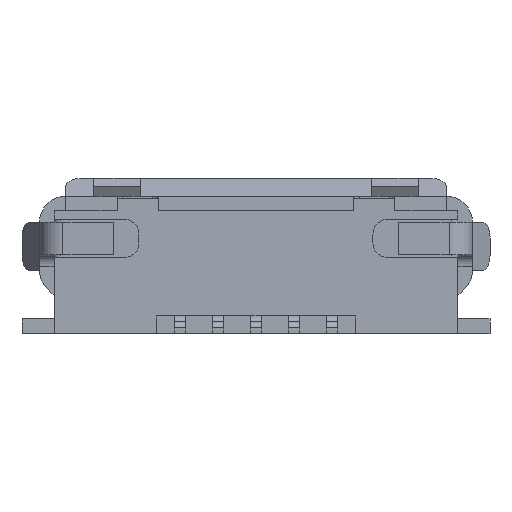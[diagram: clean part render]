
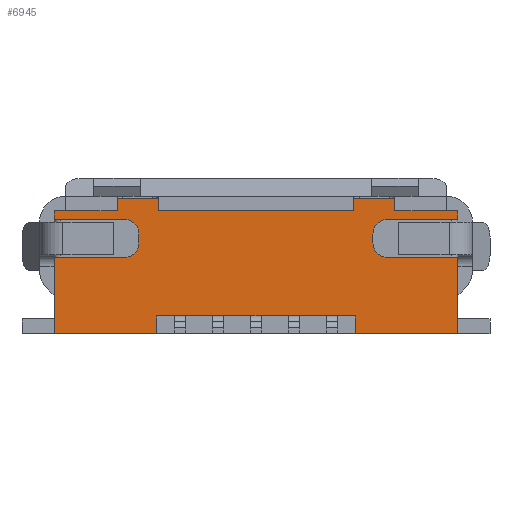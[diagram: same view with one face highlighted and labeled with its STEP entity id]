
A CAD part, front view. The second image highlights one B-rep face of the part: STEP entity #6945.
In plain terms, the highlighted planar face has unit normal (0, -1, 0).
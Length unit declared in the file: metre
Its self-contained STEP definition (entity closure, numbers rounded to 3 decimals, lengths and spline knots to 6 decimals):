
#231=PLANE('',#9601);
#305=LINE('',#11649,#1042);
#309=LINE('',#11657,#1046);
#838=LINE('',#13065,#1575);
#841=LINE('',#13073,#1578);
#843=LINE('',#13077,#1580);
#845=LINE('',#13081,#1582);
#846=LINE('',#13083,#1583);
#849=LINE('',#13089,#1586);
#851=LINE('',#13093,#1588);
#852=LINE('',#13095,#1589);
#854=LINE('',#13099,#1591);
#857=LINE('',#13105,#1594);
#859=LINE('',#13109,#1596);
#860=LINE('',#13111,#1597);
#862=LINE('',#13115,#1599);
#863=LINE('',#13117,#1600);
#865=LINE('',#13121,#1602);
#867=LINE('',#13125,#1604);
#870=LINE('',#13133,#1607);
#873=LINE('',#13141,#1610);
#876=LINE('',#13151,#1613);
#918=LINE('',#13290,#1655);
#919=LINE('',#13292,#1656);
#920=LINE('',#13295,#1657);
#921=LINE('',#13296,#1658);
#922=LINE('',#13297,#1659);
#1042=VECTOR('',#9750,1.);
#1046=VECTOR('',#9754,1.);
#1575=VECTOR('',#11079,1.);
#1578=VECTOR('',#11088,1.);
#1580=VECTOR('',#11092,1.);
#1582=VECTOR('',#11096,1.);
#1583=VECTOR('',#11099,1.);
#1586=VECTOR('',#11104,1.);
#1588=VECTOR('',#11108,1.);
#1589=VECTOR('',#11111,1.);
#1591=VECTOR('',#11115,1.);
#1594=VECTOR('',#11120,1.);
#1596=VECTOR('',#11124,1.);
#1597=VECTOR('',#11127,1.);
#1599=VECTOR('',#11131,1.);
#1600=VECTOR('',#11134,1.);
#1602=VECTOR('',#11138,1.);
#1604=VECTOR('',#11142,1.);
#1607=VECTOR('',#11151,1.);
#1610=VECTOR('',#11160,1.);
#1613=VECTOR('',#11171,1.);
#1655=VECTOR('',#11305,1.);
#1656=VECTOR('',#11308,1.);
#1657=VECTOR('',#11309,1.);
#1658=VECTOR('',#11310,1.);
#1659=VECTOR('',#11311,1.);
#3303=ORIENTED_EDGE('',*,*,#4526,.F.);
#3304=ORIENTED_EDGE('',*,*,#4527,.T.);
#3305=ORIENTED_EDGE('',*,*,#3716,.T.);
#3306=ORIENTED_EDGE('',*,*,#4528,.F.);
#3307=ORIENTED_EDGE('',*,*,#4454,.F.);
#3308=ORIENTED_EDGE('',*,*,#4452,.F.);
#3309=ORIENTED_EDGE('',*,*,#4450,.F.);
#3310=ORIENTED_EDGE('',*,*,#4448,.F.);
#3311=ORIENTED_EDGE('',*,*,#4446,.F.);
#3312=ORIENTED_EDGE('',*,*,#4444,.F.);
#3313=ORIENTED_EDGE('',*,*,#4442,.F.);
#3314=ORIENTED_EDGE('',*,*,#4441,.F.);
#3315=ORIENTED_EDGE('',*,*,#4439,.F.);
#3316=ORIENTED_EDGE('',*,*,#4438,.F.);
#3317=ORIENTED_EDGE('',*,*,#4436,.T.);
#3318=ORIENTED_EDGE('',*,*,#4433,.F.);
#3319=ORIENTED_EDGE('',*,*,#4431,.F.);
#3320=ORIENTED_EDGE('',*,*,#4430,.F.);
#3321=ORIENTED_EDGE('',*,*,#4428,.T.);
#3322=ORIENTED_EDGE('',*,*,#4425,.F.);
#3323=ORIENTED_EDGE('',*,*,#4424,.F.);
#3324=ORIENTED_EDGE('',*,*,#4422,.T.);
#3325=ORIENTED_EDGE('',*,*,#4420,.F.);
#3326=ORIENTED_EDGE('',*,*,#4418,.F.);
#3327=ORIENTED_EDGE('',*,*,#4416,.F.);
#3328=ORIENTED_EDGE('',*,*,#4413,.F.);
#3329=ORIENTED_EDGE('',*,*,#4459,.F.);
#3330=ORIENTED_EDGE('',*,*,#4525,.T.);
#3331=ORIENTED_EDGE('',*,*,#3720,.T.);
#3332=ORIENTED_EDGE('',*,*,#4529,.F.);
#3716=EDGE_CURVE('',#4675,#4674,#305,.T.);
#3720=EDGE_CURVE('',#4679,#4678,#309,.T.);
#4413=EDGE_CURVE('',#5134,#5135,#5398,.T.);
#4416=EDGE_CURVE('',#5135,#5136,#838,.T.);
#4418=EDGE_CURVE('',#5136,#5137,#5399,.T.);
#4420=EDGE_CURVE('',#5137,#5138,#841,.T.);
#4422=EDGE_CURVE('',#5139,#5138,#843,.T.);
#4424=EDGE_CURVE('',#5139,#5029,#845,.T.);
#4425=EDGE_CURVE('',#5029,#5140,#846,.T.);
#4428=EDGE_CURVE('',#5141,#5140,#849,.T.);
#4430=EDGE_CURVE('',#5141,#5142,#851,.T.);
#4431=EDGE_CURVE('',#5142,#5143,#852,.T.);
#4433=EDGE_CURVE('',#5143,#5144,#854,.T.);
#4436=EDGE_CURVE('',#5145,#5144,#857,.T.);
#4438=EDGE_CURVE('',#5145,#5146,#859,.T.);
#4439=EDGE_CURVE('',#5146,#5147,#860,.T.);
#4441=EDGE_CURVE('',#5147,#5057,#862,.T.);
#4442=EDGE_CURVE('',#5057,#5148,#863,.T.);
#4444=EDGE_CURVE('',#5148,#5149,#865,.T.);
#4446=EDGE_CURVE('',#5149,#5150,#867,.T.);
#4448=EDGE_CURVE('',#5150,#5151,#5400,.T.);
#4450=EDGE_CURVE('',#5151,#5152,#870,.T.);
#4452=EDGE_CURVE('',#5152,#5153,#5401,.T.);
#4454=EDGE_CURVE('',#5153,#5154,#873,.T.);
#4459=EDGE_CURVE('',#5157,#5134,#876,.T.);
#4525=EDGE_CURVE('',#5157,#4679,#918,.T.);
#4526=EDGE_CURVE('',#5204,#5205,#919,.T.);
#4527=EDGE_CURVE('',#5204,#4675,#920,.T.);
#4528=EDGE_CURVE('',#5154,#4674,#921,.T.);
#4529=EDGE_CURVE('',#5205,#4678,#922,.T.);
#4674=VERTEX_POINT('',#11648);
#4675=VERTEX_POINT('',#11650);
#4678=VERTEX_POINT('',#11656);
#4679=VERTEX_POINT('',#11658);
#5029=VERTEX_POINT('',#12729);
#5057=VERTEX_POINT('',#12807);
#5134=VERTEX_POINT('',#13060);
#5135=VERTEX_POINT('',#13061);
#5136=VERTEX_POINT('',#13066);
#5137=VERTEX_POINT('',#13070);
#5138=VERTEX_POINT('',#13074);
#5139=VERTEX_POINT('',#13078);
#5140=VERTEX_POINT('',#13084);
#5141=VERTEX_POINT('',#13088);
#5142=VERTEX_POINT('',#13092);
#5143=VERTEX_POINT('',#13096);
#5144=VERTEX_POINT('',#13100);
#5145=VERTEX_POINT('',#13104);
#5146=VERTEX_POINT('',#13108);
#5147=VERTEX_POINT('',#13112);
#5148=VERTEX_POINT('',#13118);
#5149=VERTEX_POINT('',#13122);
#5150=VERTEX_POINT('',#13126);
#5151=VERTEX_POINT('',#13130);
#5152=VERTEX_POINT('',#13134);
#5153=VERTEX_POINT('',#13138);
#5154=VERTEX_POINT('',#13142);
#5157=VERTEX_POINT('',#13152);
#5204=VERTEX_POINT('',#13293);
#5205=VERTEX_POINT('',#13294);
#5398=CIRCLE('',#9526,0.00025);
#5399=CIRCLE('',#9529,0.00025);
#5400=CIRCLE('',#9546,0.00025);
#5401=CIRCLE('',#9549,0.00025);
#5745=EDGE_LOOP('',(#3303,#3304,#3305,#3306,#3307,#3308,#3309,#3310,#3311,
#3312,#3313,#3314,#3315,#3316,#3317,#3318,#3319,#3320,#3321,#3322,#3323,
#3324,#3325,#3326,#3327,#3328,#3329,#3330,#3331,#3332));
#6111=FACE_BOUND('',#5745,.T.);
#6945=ADVANCED_FACE('',(#6111),#231,.F.);
#9526=AXIS2_PLACEMENT_3D('',#13059,#11073,#11074);
#9529=AXIS2_PLACEMENT_3D('',#13069,#11083,#11084);
#9546=AXIS2_PLACEMENT_3D('',#13129,#11146,#11147);
#9549=AXIS2_PLACEMENT_3D('',#13137,#11155,#11156);
#9601=AXIS2_PLACEMENT_3D('',#13291,#11306,#11307);
#9750=DIRECTION('',(1.,0.,0.));
#9754=DIRECTION('',(1.,0.,0.));
#11073=DIRECTION('',(0.,-1.,0.));
#11074=DIRECTION('',(1.,0.,0.));
#11079=DIRECTION('',(0.,0.,1.));
#11083=DIRECTION('',(0.,-1.,0.));
#11084=DIRECTION('',(-1.,0.,0.));
#11088=DIRECTION('',(-1.,0.,0.));
#11092=DIRECTION('',(0.,0.,-1.));
#11096=DIRECTION('',(1.,0.,0.));
#11099=DIRECTION('',(1.,0.,0.));
#11104=DIRECTION('',(0.,0.,-1.));
#11108=DIRECTION('',(1.,0.,0.));
#11111=DIRECTION('',(0.,0.,-1.));
#11115=DIRECTION('',(1.,0.,0.));
#11120=DIRECTION('',(0.,0.,-1.));
#11124=DIRECTION('',(1.,0.,0.));
#11127=DIRECTION('',(0.,0.,-1.));
#11131=DIRECTION('',(1.,0.,0.));
#11134=DIRECTION('',(1.,0.,0.));
#11138=DIRECTION('',(0.,0.,-1.));
#11142=DIRECTION('',(-1.,0.,0.));
#11146=DIRECTION('',(0.,-1.,0.));
#11147=DIRECTION('',(1.,0.,0.));
#11151=DIRECTION('',(0.,0.,-1.));
#11155=DIRECTION('',(0.,-1.,0.));
#11156=DIRECTION('',(1.,0.,0.));
#11160=DIRECTION('',(1.,0.,0.));
#11171=DIRECTION('',(1.,0.,0.));
#11305=DIRECTION('',(0.,0.,-1.));
#11306=DIRECTION('',(0.,1.,0.));
#11307=DIRECTION('',(-1.,0.,0.));
#11308=DIRECTION('',(-1.,0.,0.));
#11309=DIRECTION('',(0.,0.,-1.));
#11310=DIRECTION('',(0.,0.,-1.));
#11311=DIRECTION('',(0.,0.,-1.));
#11648=CARTESIAN_POINT('',(0.003445,-0.00386,0.));
#11649=CARTESIAN_POINT('',(0.003445,-0.00386,0.));
#11650=CARTESIAN_POINT('',(0.001695,-0.00386,0.));
#11656=CARTESIAN_POINT('',(-0.001705,-0.00386,0.));
#11657=CARTESIAN_POINT('',(0.003445,-0.00386,0.));
#11658=CARTESIAN_POINT('',(-0.003455,-0.00386,0.));
#12729=CARTESIAN_POINT('',(-0.003255,-0.00386,0.0021));
#12807=CARTESIAN_POINT('',(0.003245,-0.00386,0.0021));
#13059=CARTESIAN_POINT('',(-0.002255,-0.00386,0.00155));
#13060=CARTESIAN_POINT('',(-0.002255,-0.00386,0.0013));
#13061=CARTESIAN_POINT('',(-0.002005,-0.00386,0.00155));
#13065=CARTESIAN_POINT('',(-0.002005,-0.00386,0.0017));
#13066=CARTESIAN_POINT('',(-0.002005,-0.00386,0.0017));
#13069=CARTESIAN_POINT('',(-0.002255,-0.00386,0.0017));
#13070=CARTESIAN_POINT('',(-0.002255,-0.00386,0.00195));
#13073=CARTESIAN_POINT('',(-0.003455,-0.00386,0.00195));
#13074=CARTESIAN_POINT('',(-0.003455,-0.00386,0.00195));
#13077=CARTESIAN_POINT('',(-0.003455,-0.00386,0.0021));
#13078=CARTESIAN_POINT('',(-0.003455,-0.00386,0.0021));
#13081=CARTESIAN_POINT('',(-0.003255,-0.00386,0.0021));
#13083=CARTESIAN_POINT('',(0.003445,-0.00386,0.0021));
#13084=CARTESIAN_POINT('',(-0.00238,-0.00386,0.0021));
#13088=CARTESIAN_POINT('',(-0.00238,-0.00386,0.0023));
#13089=CARTESIAN_POINT('',(-0.00238,-0.00386,0.0023));
#13092=CARTESIAN_POINT('',(-0.00168,-0.00386,0.0023));
#13093=CARTESIAN_POINT('',(0.00227,-0.00386,0.0023));
#13095=CARTESIAN_POINT('',(-0.00168,-0.00386,0.0023));
#13096=CARTESIAN_POINT('',(-0.00168,-0.00386,0.0021));
#13099=CARTESIAN_POINT('',(0.003445,-0.00386,0.0021));
#13100=CARTESIAN_POINT('',(0.00167,-0.00386,0.0021));
#13104=CARTESIAN_POINT('',(0.00167,-0.00386,0.0023));
#13105=CARTESIAN_POINT('',(0.00167,-0.00386,0.0023));
#13108=CARTESIAN_POINT('',(0.00237,-0.00386,0.0023));
#13109=CARTESIAN_POINT('',(0.00237,-0.00386,0.0023));
#13111=CARTESIAN_POINT('',(0.00237,-0.00386,0.0023));
#13112=CARTESIAN_POINT('',(0.00237,-0.00386,0.0021));
#13115=CARTESIAN_POINT('',(0.003445,-0.00386,0.0021));
#13117=CARTESIAN_POINT('',(-0.003255,-0.00386,0.0021));
#13118=CARTESIAN_POINT('',(0.003445,-0.00386,0.0021));
#13121=CARTESIAN_POINT('',(0.003445,-0.00386,0.0019));
#13122=CARTESIAN_POINT('',(0.003445,-0.00386,0.00195));
#13125=CARTESIAN_POINT('',(-0.003455,-0.00386,0.00195));
#13126=CARTESIAN_POINT('',(0.002245,-0.00386,0.00195));
#13129=CARTESIAN_POINT('',(0.002245,-0.00386,0.0017));
#13130=CARTESIAN_POINT('',(0.001995,-0.00386,0.0017));
#13133=CARTESIAN_POINT('',(0.001995,-0.00386,0.0017));
#13134=CARTESIAN_POINT('',(0.001995,-0.00386,0.00155));
#13137=CARTESIAN_POINT('',(0.002245,-0.00386,0.00155));
#13138=CARTESIAN_POINT('',(0.002245,-0.00386,0.0013));
#13141=CARTESIAN_POINT('',(0.00142,-0.00386,0.0013));
#13142=CARTESIAN_POINT('',(0.003445,-0.00386,0.0013));
#13151=CARTESIAN_POINT('',(0.00142,-0.00386,0.0013));
#13152=CARTESIAN_POINT('',(-0.003455,-0.00386,0.0013));
#13290=CARTESIAN_POINT('',(-0.003455,-0.00386,0.0021));
#13291=CARTESIAN_POINT('',(0.003445,-0.00386,0.0021));
#13292=CARTESIAN_POINT('',(0.001695,-0.00386,0.0003));
#13293=CARTESIAN_POINT('',(0.001695,-0.00386,0.0003));
#13294=CARTESIAN_POINT('',(-0.001705,-0.00386,0.0003));
#13295=CARTESIAN_POINT('',(0.001695,-0.00386,0.0021));
#13296=CARTESIAN_POINT('',(0.003445,-0.00386,0.0019));
#13297=CARTESIAN_POINT('',(-0.001705,-0.00386,0.0018));
